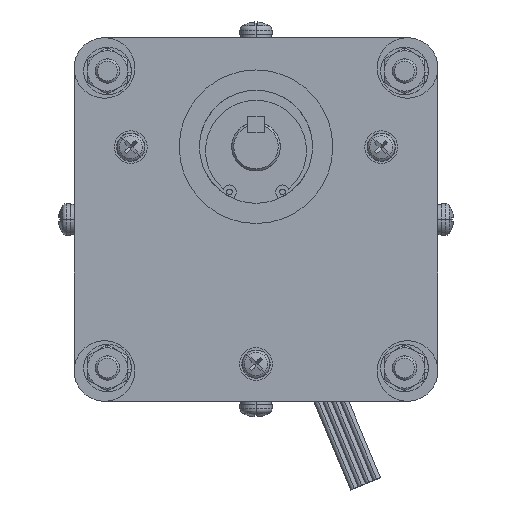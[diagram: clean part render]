
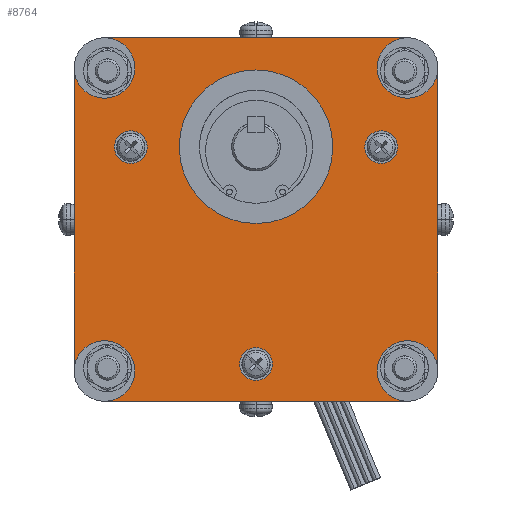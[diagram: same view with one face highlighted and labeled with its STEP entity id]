
A CAD part, left-side view. The second image highlights one B-rep face of the part: STEP entity #8764.
In plain terms, the highlighted planar face has unit normal (-1, 0, 0).
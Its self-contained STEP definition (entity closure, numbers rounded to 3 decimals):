
#8123=CARTESIAN_POINT('POINT17467',(0.7,0.,
   -49.734));
#8124=VERTEX_POINT('VERTEX17467',#8123);
#8131=CARTESIAN_POINT('POINT17468',(0.7,
   0.,-57.834));
#8132=VERTEX_POINT('VERTEX17468',#8131);
#8133=CARTESIAN_POINT('POS24208',(0.7,0.,
   -53.784));
#8134=DIRECTION('DIR36414',(1.,0.,0.));
#8135=DIRECTION('DIR36415',(0.,0.,1.));
#8136=AXIS2_PLACEMENT_3D('AXIS12207',#8133,#8134,#8135);
#8137=CIRCLE('ELLIPSE5340',#8136,4.05);
#8138=EDGE_CURVE('EDGE28067',#8132,#8124,#8137,.T.);
#8158=EDGE_CURVE('EDGE28069',#8124,#8132,#8137,.T.);
#8163=CARTESIAN_POINT('POINT17469',(0.7,
   -30.99,3.942));
#8164=VERTEX_POINT('VERTEX17469',#8163);
#8171=CARTESIAN_POINT('POINT17470',(0.7,
   -30.99,-4.158));
#8172=VERTEX_POINT('VERTEX17470',#8171);
#8173=CARTESIAN_POINT('POS24212',(0.7,
   -30.99,-0.108));
#8174=DIRECTION('DIR36420',(1.,0.,0.));
#8175=DIRECTION('DIR36421',(0.,0.,1.));
#8176=AXIS2_PLACEMENT_3D('AXIS12209',#8173,#8174,#8175);
#8177=CIRCLE('ELLIPSE5341',#8176,4.05);
#8178=EDGE_CURVE('EDGE28071',#8172,#8164,#8177,.T.);
#8198=EDGE_CURVE('EDGE28073',#8164,#8172,#8177,.T.);
#8203=CARTESIAN_POINT('POINT17471',(0.7,
   30.99,3.942));
#8204=VERTEX_POINT('VERTEX17471',#8203);
#8211=CARTESIAN_POINT('POINT17472',(0.7,
   30.99,-4.158));
#8212=VERTEX_POINT('VERTEX17472',#8211);
#8213=CARTESIAN_POINT('POS24216',(0.7,
   30.99,-0.108));
#8214=DIRECTION('DIR36426',(1.,0.,0.));
#8215=DIRECTION('DIR36427',(0.,0.,1.));
#8216=AXIS2_PLACEMENT_3D('AXIS12211',#8213,#8214,#8215);
#8217=CIRCLE('ELLIPSE5342',#8216,4.05);
#8218=EDGE_CURVE('EDGE28075',#8212,#8204,#8217,.T.);
#8238=EDGE_CURVE('EDGE28077',#8204,#8212,#8217,.T.);
#8243=CARTESIAN_POINT('POINT17473',(0.7,
   0.,19.));
#8244=VERTEX_POINT('VERTEX17473',#8243);
#8252=CARTESIAN_POINT('POINT17474',(0.7,
   0.,-19.));
#8253=VERTEX_POINT('VERTEX17474',#8252);
#8260=CARTESIAN_POINT('POS24221',(0.7,0.,
   0.));
#8261=DIRECTION('DIR36433',(1.,0.,0.));
#8262=DIRECTION('DIR36434',(0.,0.,1.));
#8263=AXIS2_PLACEMENT_3D('AXIS12213',#8260,#8261,#8262);
#8264=CIRCLE('ELLIPSE5343',#8263,19.);
#8265=EDGE_CURVE('EDGE28080',#8244,#8253,#8264,.T.);
#8276=EDGE_CURVE('EDGE28081',#8253,#8244,#8264,.T.);
#8478=CARTESIAN_POINT('POINT17485',(0.7,37.5,
   27.));
#8479=VERTEX_POINT('VERTEX17485',#8478);
#8487=CARTESIAN_POINT('POINT17486',(0.7,37.5,12.));
#8488=VERTEX_POINT('VERTEX17486',#8487);
#8495=CARTESIAN_POINT('POS24243',(0.7,37.5,
   19.5));
#8496=DIRECTION('DIR36467',(1.,0.,0.));
#8497=DIRECTION('DIR36468',(0.,0.,-1.));
#8498=AXIS2_PLACEMENT_3D('AXIS12225',#8495,#8496,#8497);
#8499=CIRCLE('ELLIPSE5349',#8498,7.5);
#8500=EDGE_CURVE('EDGE28102',#8479,#8488,#8499,.T.);
#8549=CARTESIAN_POINT('POINT17490',(0.7,45.,
   -55.5));
#8550=VERTEX_POINT('VERTEX17490',#8549);
#8558=CARTESIAN_POINT('POINT17491',(0.7,30.,
   -55.5));
#8559=VERTEX_POINT('VERTEX17491',#8558);
#8566=CARTESIAN_POINT('POS24249',(0.7,37.5,
   -55.5));
#8567=DIRECTION('DIR36477',(1.,0.,0.));
#8568=DIRECTION('DIR36478',(0.,0.,-1.));
#8569=AXIS2_PLACEMENT_3D('AXIS12229',#8566,#8567,#8568);
#8570=CIRCLE('ELLIPSE5351',#8569,7.5);
#8571=EDGE_CURVE('EDGE28108',#8550,#8559,#8570,.T.);
#8616=CARTESIAN_POINT('POINT17494',(0.7,-37.5,
   -63.));
#8617=VERTEX_POINT('VERTEX17494',#8616);
#8625=CARTESIAN_POINT('POINT17495',(0.7,-37.5,
   -48.));
#8626=VERTEX_POINT('VERTEX17495',#8625);
#8633=CARTESIAN_POINT('POS24255',(0.7,-37.5,
   -55.5));
#8634=DIRECTION('DIR36487',(1.,0.,0.));
#8635=DIRECTION('DIR36488',(0.,0.,-1.));
#8636=AXIS2_PLACEMENT_3D('AXIS12233',#8633,#8634,#8635);
#8637=CIRCLE('ELLIPSE5353',#8636,7.5);
#8638=EDGE_CURVE('EDGE28113',#8617,#8626,#8637,.T.);
#8687=ORIENTED_EDGE('COEDGE56205',*,*,#8276,.T.);
#8688=ORIENTED_EDGE('COEDGE56206',*,*,#8265,.T.);
#8689=EDGE_LOOP('NONE',(#8687,#8688));
#8690=FACE_BOUND('LOOP1',#8689,.T.);
#8691=ORIENTED_EDGE('COEDGE56207',*,*,#8238,.T.);
#8692=ORIENTED_EDGE('COEDGE56208',*,*,#8218,.T.);
#8693=EDGE_LOOP('NONE',(#8691,#8692));
#8694=FACE_BOUND('LOOP1',#8693,.T.);
#8695=ORIENTED_EDGE('COEDGE56209',*,*,#8198,.T.);
#8696=ORIENTED_EDGE('COEDGE56210',*,*,#8178,.T.);
#8697=EDGE_LOOP('NONE',(#8695,#8696));
#8698=FACE_BOUND('LOOP1',#8697,.T.);
#8699=ORIENTED_EDGE('COEDGE56211',*,*,#8158,.T.);
#8700=ORIENTED_EDGE('COEDGE56212',*,*,#8138,.T.);
#8701=EDGE_LOOP('NONE',(#8699,#8700));
#8702=FACE_BOUND('LOOP1',#8701,.T.);
#8703=ORIENTED_EDGE('COEDGE56213',*,*,#8571,.T.);
#8704=CARTESIAN_POINT('POINT17499',(0.7,37.5,
   -63.));
#8705=VERTEX_POINT('VERTEX17499',#8704);
#8706=EDGE_CURVE('EDGE28117',#8559,#8705,#8570,.T.);
#8707=ORIENTED_EDGE('COEDGE56214',*,*,#8706,.T.);
#8708=CARTESIAN_POINT('POS24259',(0.7,37.5,
   -63.));
#8709=DIRECTION('DIR36495',(0.,-1.,0.));
#8710=VECTOR('VEC12023',#8709,1.);
#8711=LINE('STRAIGHT12023',#8708,#8710);
#8712=EDGE_CURVE('EDGE28118',#8705,#8617,#8711,.T.);
#8713=ORIENTED_EDGE('COEDGE56215',*,*,#8712,.T.);
#8714=ORIENTED_EDGE('COEDGE56216',*,*,#8638,.T.);
#8715=CARTESIAN_POINT('POINT17500',(0.7,-45.,
   -55.5));
#8716=VERTEX_POINT('VERTEX17500',#8715);
#8717=EDGE_CURVE('EDGE28119',#8626,#8716,#8637,.T.);
#8718=ORIENTED_EDGE('COEDGE56217',*,*,#8717,.T.);
#8719=CARTESIAN_POINT('POINT17501',(0.7,-45.,
   19.5));
#8720=VERTEX_POINT('VERTEX17501',#8719);
#8721=CARTESIAN_POINT('POS24260',(0.7,-45.,-18.));
#8722=DIRECTION('DIR36496',(0.,0.,1.));
#8723=VECTOR('VEC12024',#8722,1.);
#8724=LINE('STRAIGHT12024',#8721,#8723);
#8725=EDGE_CURVE('EDGE28120',#8716,#8720,#8724,.T.);
#8726=ORIENTED_EDGE('COEDGE56218',*,*,#8725,.T.);
#8727=CARTESIAN_POINT('POINT17502',(0.7,-30.,
   19.5));
#8728=VERTEX_POINT('VERTEX17502',#8727);
#8729=CARTESIAN_POINT('POS24261',(0.7,-37.5,
   19.5));
#8730=DIRECTION('DIR36497',(1.,0.,0.));
#8731=DIRECTION('DIR36498',(0.,0.,-1.));
#8732=AXIS2_PLACEMENT_3D('AXIS12237',#8729,#8730,#8731);
#8733=CIRCLE('ELLIPSE5355',#8732,7.5);
#8734=EDGE_CURVE('EDGE28121',#8720,#8728,#8733,.T.);
#8735=ORIENTED_EDGE('COEDGE56219',*,*,#8734,.T.);
#8736=CARTESIAN_POINT('POINT17503',(0.7,-37.5,
   27.));
#8737=VERTEX_POINT('VERTEX17503',#8736);
#8738=EDGE_CURVE('EDGE28122',#8728,#8737,#8733,.T.);
#8739=ORIENTED_EDGE('COEDGE56220',*,*,#8738,.T.);
#8740=CARTESIAN_POINT('POS24262',(0.7,-37.5,
   27.));
#8741=DIRECTION('DIR36499',(0.,1.,0.));
#8742=VECTOR('VEC12025',#8741,1.);
#8743=LINE('STRAIGHT12025',#8740,#8742);
#8744=EDGE_CURVE('EDGE28123',#8737,#8479,#8743,.T.);
#8745=ORIENTED_EDGE('COEDGE56221',*,*,#8744,.T.);
#8746=ORIENTED_EDGE('COEDGE56222',*,*,#8500,.T.);
#8747=CARTESIAN_POINT('POINT17504',(0.7,45.,
   19.5));
#8748=VERTEX_POINT('VERTEX17504',#8747);
#8749=EDGE_CURVE('EDGE28124',#8488,#8748,#8499,.T.);
#8750=ORIENTED_EDGE('COEDGE56223',*,*,#8749,.T.);
#8751=CARTESIAN_POINT('POS24263',(0.7,45.,
   19.5));
#8752=DIRECTION('DIR36500',(0.,0.,-1.));
#8753=VECTOR('VEC12026',#8752,1.);
#8754=LINE('STRAIGHT12026',#8751,#8753);
#8755=EDGE_CURVE('EDGE28125',#8748,#8550,#8754,.T.);
#8756=ORIENTED_EDGE('COEDGE56224',*,*,#8755,.T.);
#8757=EDGE_LOOP('NONE',(#8703,#8707,#8713,#8714,#8718,#8726,#8735,#8739,
   #8745,#8746,#8750,#8756));
#8758=FACE_BOUND('LOOP1',#8757,.T.);
#8759=CARTESIAN_POINT('POS24264',(0.7,0.,-18.));
#8760=DIRECTION('DIR36501',(1.,0.,0.));
#8761=DIRECTION('DIR36502',(0.,1.,0.));
#8762=AXIS2_PLACEMENT_3D('AXIS12238',#8759,#8760,#8761);
#8763=PLANE('PLANE4756',#8762);
#8764=ADVANCED_FACE('FACE11551',(#8690,#8694,#8698,#8702,#8758),#8763,
   .F.);
